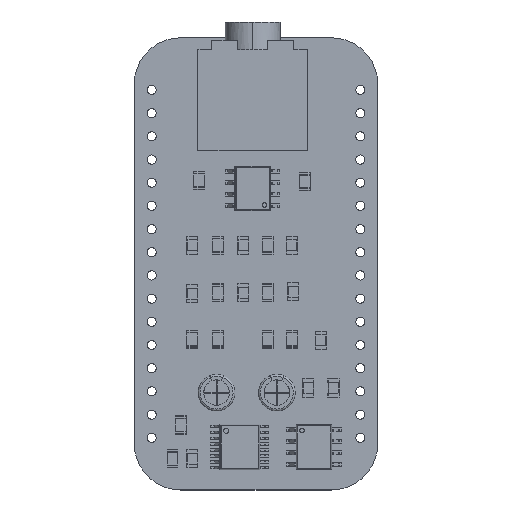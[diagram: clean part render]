
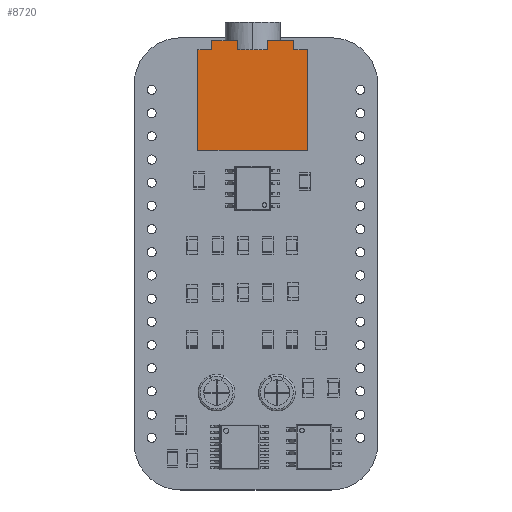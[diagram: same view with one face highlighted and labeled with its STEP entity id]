
A CAD part, top view. The second image highlights one B-rep face of the part: STEP entity #8720.
In plain terms, the highlighted planar face has unit normal (0, 0, 1).
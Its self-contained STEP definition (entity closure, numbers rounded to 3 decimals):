
#8265 = VERTEX_POINT('',#8266);
#8266 = CARTESIAN_POINT('',(-2.,1.658,2.5));
#8273 = EDGE_CURVE('',#8265,#8274,#8276,.T.);
#8274 = VERTEX_POINT('',#8275);
#8275 = CARTESIAN_POINT('',(-3.,1.658,2.5));
#8276 = LINE('',#8277,#8278);
#8277 = CARTESIAN_POINT('',(8.485,1.658,2.5));
#8278 = VECTOR('',#8279,1.);
#8279 = DIRECTION('',(-1.,-0.,-0.));
#8720 = ADVANCED_FACE('',(#8721),#8810,.F.);
#8721 = FACE_BOUND('',#8722,.T.);
#8722 = EDGE_LOOP('',(#8723,#8733,#8741,#8749,#8757,#8765,#8771,#8772,
    #8780,#8788,#8796,#8804));
#8723 = ORIENTED_EDGE('',*,*,#8724,.F.);
#8724 = EDGE_CURVE('',#8725,#8727,#8729,.T.);
#8725 = VERTEX_POINT('',#8726);
#8726 = CARTESIAN_POINT('',(-3.,-6.,2.5));
#8727 = VERTEX_POINT('',#8728);
#8728 = CARTESIAN_POINT('',(-14.,-6.,2.5));
#8729 = LINE('',#8730,#8731);
#8730 = CARTESIAN_POINT('',(-3.,-6.,2.5));
#8731 = VECTOR('',#8732,1.);
#8732 = DIRECTION('',(-1.,0.,0.));
#8733 = ORIENTED_EDGE('',*,*,#8734,.T.);
#8734 = EDGE_CURVE('',#8725,#8735,#8737,.T.);
#8735 = VERTEX_POINT('',#8736);
#8736 = CARTESIAN_POINT('',(-3.,-4.5,2.5));
#8737 = LINE('',#8738,#8739);
#8738 = CARTESIAN_POINT('',(-3.,6.,2.5));
#8739 = VECTOR('',#8740,1.);
#8740 = DIRECTION('',(0.,1.,-0.));
#8741 = ORIENTED_EDGE('',*,*,#8742,.T.);
#8742 = EDGE_CURVE('',#8735,#8743,#8745,.T.);
#8743 = VERTEX_POINT('',#8744);
#8744 = CARTESIAN_POINT('',(-2.,-4.5,2.5));
#8745 = LINE('',#8746,#8747);
#8746 = CARTESIAN_POINT('',(-2.,-4.5,2.5));
#8747 = VECTOR('',#8748,1.);
#8748 = DIRECTION('',(1.,0.,-0.));
#8749 = ORIENTED_EDGE('',*,*,#8750,.F.);
#8750 = EDGE_CURVE('',#8751,#8743,#8753,.T.);
#8751 = VERTEX_POINT('',#8752);
#8752 = CARTESIAN_POINT('',(-2.,-1.658,2.5));
#8753 = LINE('',#8754,#8755);
#8754 = CARTESIAN_POINT('',(-2.,6.,2.5));
#8755 = VECTOR('',#8756,1.);
#8756 = DIRECTION('',(-0.,-1.,-0.));
#8757 = ORIENTED_EDGE('',*,*,#8758,.F.);
#8758 = EDGE_CURVE('',#8759,#8751,#8761,.T.);
#8759 = VERTEX_POINT('',#8760);
#8760 = CARTESIAN_POINT('',(-3.,-1.658,2.5));
#8761 = LINE('',#8762,#8763);
#8762 = CARTESIAN_POINT('',(8.485,-1.658,2.5));
#8763 = VECTOR('',#8764,1.);
#8764 = DIRECTION('',(1.,0.,0.));
#8765 = ORIENTED_EDGE('',*,*,#8766,.F.);
#8766 = EDGE_CURVE('',#8274,#8759,#8767,.T.);
#8767 = LINE('',#8768,#8769);
#8768 = CARTESIAN_POINT('',(-3.,6.,2.5));
#8769 = VECTOR('',#8770,1.);
#8770 = DIRECTION('',(-0.,-1.,-0.));
#8771 = ORIENTED_EDGE('',*,*,#8273,.F.);
#8772 = ORIENTED_EDGE('',*,*,#8773,.F.);
#8773 = EDGE_CURVE('',#8774,#8265,#8776,.T.);
#8774 = VERTEX_POINT('',#8775);
#8775 = CARTESIAN_POINT('',(-2.,4.5,2.5));
#8776 = LINE('',#8777,#8778);
#8777 = CARTESIAN_POINT('',(-2.,6.,2.5));
#8778 = VECTOR('',#8779,1.);
#8779 = DIRECTION('',(-0.,-1.,-0.));
#8780 = ORIENTED_EDGE('',*,*,#8781,.T.);
#8781 = EDGE_CURVE('',#8774,#8782,#8784,.T.);
#8782 = VERTEX_POINT('',#8783);
#8783 = CARTESIAN_POINT('',(-3.,4.5,2.5));
#8784 = LINE('',#8785,#8786);
#8785 = CARTESIAN_POINT('',(-2.,4.5,2.5));
#8786 = VECTOR('',#8787,1.);
#8787 = DIRECTION('',(-1.,-0.,-0.));
#8788 = ORIENTED_EDGE('',*,*,#8789,.T.);
#8789 = EDGE_CURVE('',#8782,#8790,#8792,.T.);
#8790 = VERTEX_POINT('',#8791);
#8791 = CARTESIAN_POINT('',(-3.,6.,2.5));
#8792 = LINE('',#8793,#8794);
#8793 = CARTESIAN_POINT('',(-3.,6.,2.5));
#8794 = VECTOR('',#8795,1.);
#8795 = DIRECTION('',(0.,1.,-0.));
#8796 = ORIENTED_EDGE('',*,*,#8797,.F.);
#8797 = EDGE_CURVE('',#8798,#8790,#8800,.T.);
#8798 = VERTEX_POINT('',#8799);
#8799 = CARTESIAN_POINT('',(-14.,6.,2.5));
#8800 = LINE('',#8801,#8802);
#8801 = CARTESIAN_POINT('',(-3.,6.,2.5));
#8802 = VECTOR('',#8803,1.);
#8803 = DIRECTION('',(1.,-0.,0.));
#8804 = ORIENTED_EDGE('',*,*,#8805,.F.);
#8805 = EDGE_CURVE('',#8727,#8798,#8806,.T.);
#8806 = LINE('',#8807,#8808);
#8807 = CARTESIAN_POINT('',(-14.,6.,2.5));
#8808 = VECTOR('',#8809,1.);
#8809 = DIRECTION('',(0.,1.,0.));
#8810 = PLANE('',#8811);
#8811 = AXIS2_PLACEMENT_3D('',#8812,#8813,#8814);
#8812 = CARTESIAN_POINT('',(-3.,6.,2.5));
#8813 = DIRECTION('',(0.,0.,-1.));
#8814 = DIRECTION('',(-1.,0.,0.));
